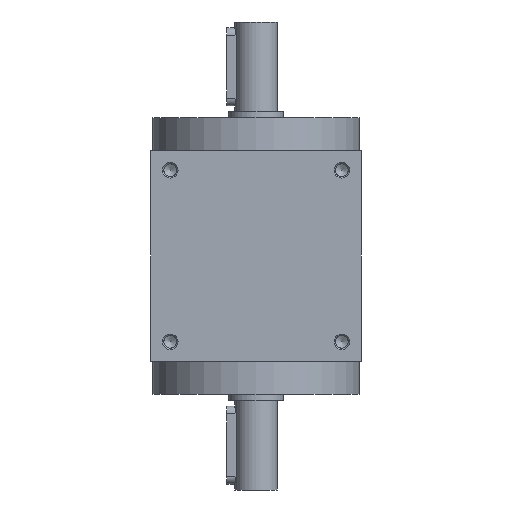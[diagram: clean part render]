
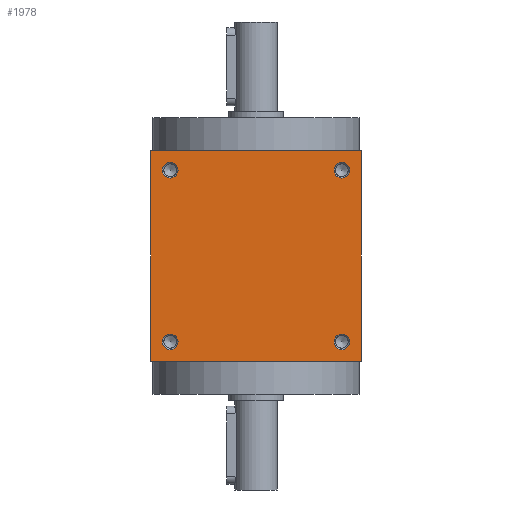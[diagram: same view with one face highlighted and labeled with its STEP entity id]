
A CAD part, left-side view. The second image highlights one B-rep face of the part: STEP entity #1978.
In plain terms, the highlighted face is planar.
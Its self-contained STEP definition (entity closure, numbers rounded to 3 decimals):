
#230=LINE('',#3536,#258);
#234=LINE('',#3553,#262);
#237=LINE('',#3569,#265);
#240=LINE('',#3583,#268);
#258=VECTOR('',#2877,1000.);
#262=VECTOR('',#2891,1000.);
#265=VECTOR('',#2906,1000.);
#268=VECTOR('',#2919,1000.);
#617=ORIENTED_EDGE('',*,*,#999,.F.);
#618=ORIENTED_EDGE('',*,*,#1000,.T.);
#619=ORIENTED_EDGE('',*,*,#1001,.F.);
#620=ORIENTED_EDGE('',*,*,#1002,.T.);
#621=ORIENTED_EDGE('',*,*,#969,.F.);
#622=ORIENTED_EDGE('',*,*,#992,.F.);
#623=ORIENTED_EDGE('',*,*,#985,.F.);
#624=ORIENTED_EDGE('',*,*,#977,.F.);
#969=EDGE_CURVE('',#1161,#1162,#230,.T.);
#977=EDGE_CURVE('',#1162,#1169,#234,.T.);
#985=EDGE_CURVE('',#1169,#1176,#237,.T.);
#992=EDGE_CURVE('',#1176,#1161,#240,.T.);
#999=EDGE_CURVE('',#1187,#1187,#1313,.T.);
#1000=EDGE_CURVE('',#1188,#1188,#1314,.T.);
#1001=EDGE_CURVE('',#1189,#1189,#1315,.T.);
#1002=EDGE_CURVE('',#1190,#1190,#1316,.T.);
#1161=VERTEX_POINT('',#3537);
#1162=VERTEX_POINT('',#3538);
#1169=VERTEX_POINT('',#3554);
#1176=VERTEX_POINT('',#3570);
#1187=VERTEX_POINT('',#3598);
#1188=VERTEX_POINT('',#3600);
#1189=VERTEX_POINT('',#3602);
#1190=VERTEX_POINT('',#3604);
#1313=CIRCLE('',#2328,2.);
#1314=CIRCLE('',#2329,2.);
#1315=CIRCLE('',#2330,2.);
#1316=CIRCLE('',#2331,2.);
#1474=EDGE_LOOP('',(#617));
#1475=EDGE_LOOP('',(#618));
#1476=EDGE_LOOP('',(#619));
#1477=EDGE_LOOP('',(#620));
#1478=EDGE_LOOP('',(#621,#622,#623,#624));
#1738=FACE_BOUND('',#1474,.T.);
#1739=FACE_BOUND('',#1475,.T.);
#1740=FACE_BOUND('',#1476,.T.);
#1741=FACE_BOUND('',#1477,.T.);
#1742=FACE_BOUND('',#1478,.T.);
#1909=PLANE('',#2327);
#1978=ADVANCED_FACE('',(#1738,#1739,#1740,#1741,#1742),#1909,.F.);
#2327=AXIS2_PLACEMENT_3D('',#3596,#2933,#2934);
#2328=AXIS2_PLACEMENT_3D('',#3597,#2935,#2936);
#2329=AXIS2_PLACEMENT_3D('',#3599,#2937,#2938);
#2330=AXIS2_PLACEMENT_3D('',#3601,#2939,#2940);
#2331=AXIS2_PLACEMENT_3D('',#3603,#2941,#2942);
#2877=DIRECTION('',(0.,-1.,0.));
#2891=DIRECTION('',(1.,0.,0.));
#2906=DIRECTION('',(0.,1.,0.));
#2919=DIRECTION('',(-1.,0.,0.));
#2933=DIRECTION('',(0.,0.,1.));
#2934=DIRECTION('',(1.,0.,0.));
#2935=DIRECTION('',(0.,0.,-1.));
#2936=DIRECTION('',(-1.,0.,0.));
#2937=DIRECTION('',(0.,0.,1.));
#2938=DIRECTION('',(1.,0.,0.));
#2939=DIRECTION('',(0.,0.,-1.));
#2940=DIRECTION('',(-1.,0.,0.));
#2941=DIRECTION('',(0.,0.,1.));
#2942=DIRECTION('',(1.,0.,0.));
#3536=CARTESIAN_POINT('',(-27.,27.,-27.));
#3537=CARTESIAN_POINT('',(-27.,27.,-27.));
#3538=CARTESIAN_POINT('',(-27.,-27.,-27.));
#3553=CARTESIAN_POINT('',(-27.,-27.,-27.));
#3554=CARTESIAN_POINT('',(27.,-27.,-27.));
#3569=CARTESIAN_POINT('',(27.,-27.,-27.));
#3570=CARTESIAN_POINT('',(27.,27.,-27.));
#3583=CARTESIAN_POINT('',(27.,27.,-27.));
#3596=CARTESIAN_POINT('',(0.,0.,-27.));
#3597=CARTESIAN_POINT('',(-22.,22.,-27.));
#3598=CARTESIAN_POINT('',(-24.,22.,-27.));
#3599=CARTESIAN_POINT('',(22.,22.,-27.));
#3600=CARTESIAN_POINT('',(24.,22.,-27.));
#3601=CARTESIAN_POINT('',(-22.,-22.,-27.));
#3602=CARTESIAN_POINT('',(-24.,-22.,-27.));
#3603=CARTESIAN_POINT('',(22.,-22.,-27.));
#3604=CARTESIAN_POINT('',(24.,-22.,-27.));
